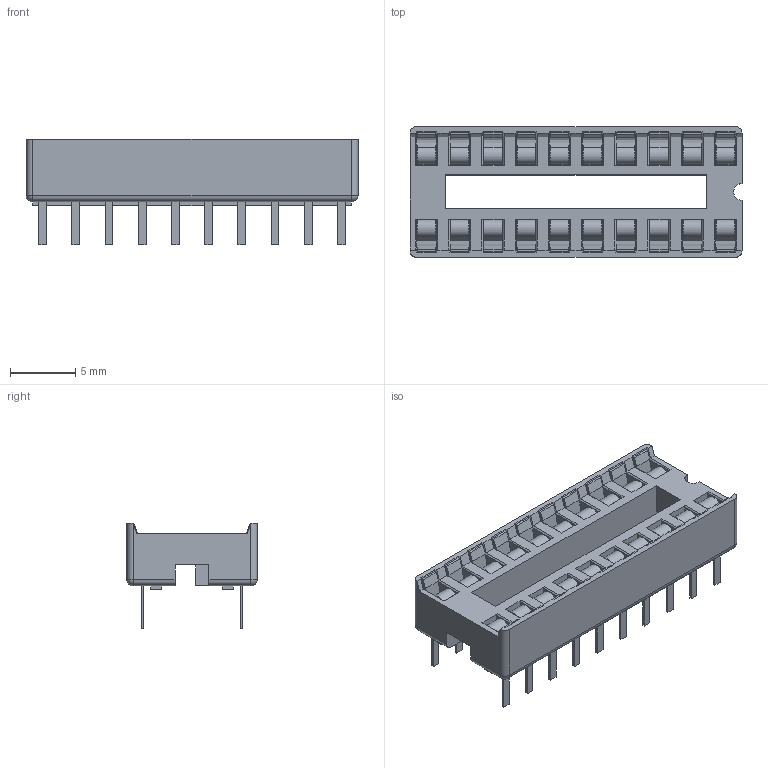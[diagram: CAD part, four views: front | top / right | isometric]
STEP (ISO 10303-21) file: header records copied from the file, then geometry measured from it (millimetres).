
FILE_DESCRIPTION((''),'2;1');
FILE_NAME('C-1-2199298-6','2014-11-04T',('workeradm'),('Tyco Electronics Ltd.'),'PRO/ENGINEER BY PARAMETRIC TECHNOLOGY CORPORATION, 2014090','PRO/ENGINEER BY PARAMETRIC TECHNOLOGY CORPORATION, 2014090','');
FILE_SCHEMA(('AUTOMOTIVE_DESIGN { 1 0 10303 214 1 1 1 1 }'));
Length unit declared in the file: millimetre
Products named in the file (1): C-1-2199298-6
Bounding box: 25.4 x 10 x 8.1 mm (x, y, z)
Volume: 778.7 mm3; surface area: 1338.2 mm2
Topology: 1 solids, 1 shells, 641 faces, 1796 edges, 1156 vertices
Faces by surface type: plane 586, cylinder 51, sphere 4
Entity records: 20380 total; most frequent: CARTESIAN_POINT 3595, ORIENTED_EDGE 3592, DIRECTION 3180, EDGE_CURVE 1796, VECTOR 1694, LINE 1694, VERTEX_POINT 1156, AXIS2_PLACEMENT_3D 743
